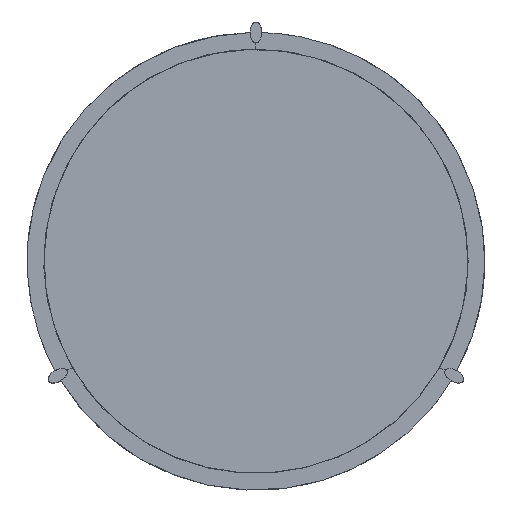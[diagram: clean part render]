
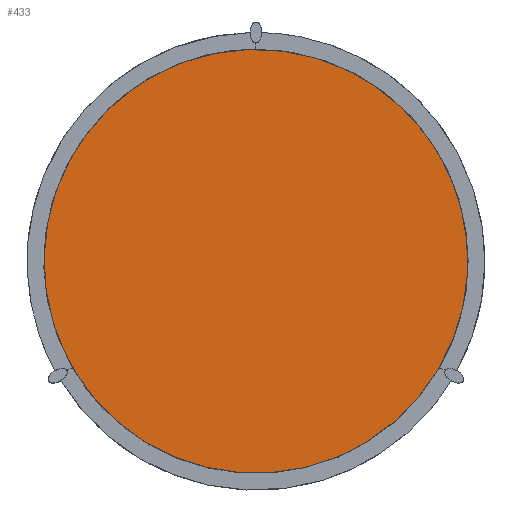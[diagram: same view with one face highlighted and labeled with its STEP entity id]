
A CAD part, top view. The second image highlights one B-rep face of the part: STEP entity #433.
In plain terms, the highlighted planar face has unit normal (0, 0, 1).
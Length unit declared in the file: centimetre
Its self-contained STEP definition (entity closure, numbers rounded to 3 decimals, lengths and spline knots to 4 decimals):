
#67=(
BOUNDED_CURVE()
B_SPLINE_CURVE(2,(#3786,#3787,#3788,#3789,#3790,#3791,#3792,#3793,#3794),
 .UNSPECIFIED.,.T.,.F.)
B_SPLINE_CURVE_WITH_KNOTS((3,2,2,2,3),(-4071.5041,-3053.6281,
-2035.752,-1017.876,0.),.UNSPECIFIED.)
CURVE()
GEOMETRIC_REPRESENTATION_ITEM()
RATIONAL_B_SPLINE_CURVE((1.,0.707,1.,0.707,1.,0.707,
1.,0.707,1.))
REPRESENTATION_ITEM('')
);
#433=ADVANCED_FACE('',(#520),#1730,.T.);
#520=FACE_OUTER_BOUND('',#607,.T.);
#607=EDGE_LOOP('',(#979));
#979=ORIENTED_EDGE('',*,*,#1254,.T.);
#1254=EDGE_CURVE('',#1656,#1656,#67,.T.);
#1656=VERTEX_POINT('',#3785);
#1730=PLANE('',#1845);
#1845=AXIS2_PLACEMENT_3D('',#3782,#1927,$);
#1927=DIRECTION('',(0.,0.,1.));
#3782=CARTESIAN_POINT('',(91.0534,147.2645,40.));
#3785=CARTESIAN_POINT('',(96.9958,-19.4188,40.));
#3786=CARTESIAN_POINT('',(96.9958,-19.4188,40.));
#3787=CARTESIAN_POINT('',(152.484,14.0491,40.));
#3788=CARTESIAN_POINT('',(119.0162,69.5373,40.));
#3789=CARTESIAN_POINT('',(85.5483,125.0255,40.));
#3790=CARTESIAN_POINT('',(30.0601,91.5577,40.));
#3791=CARTESIAN_POINT('',(-25.4281,58.0898,40.));
#3792=CARTESIAN_POINT('',(8.0397,2.6016,40.));
#3793=CARTESIAN_POINT('',(41.5075,-52.8866,40.));
#3794=CARTESIAN_POINT('',(96.9958,-19.4188,40.));
